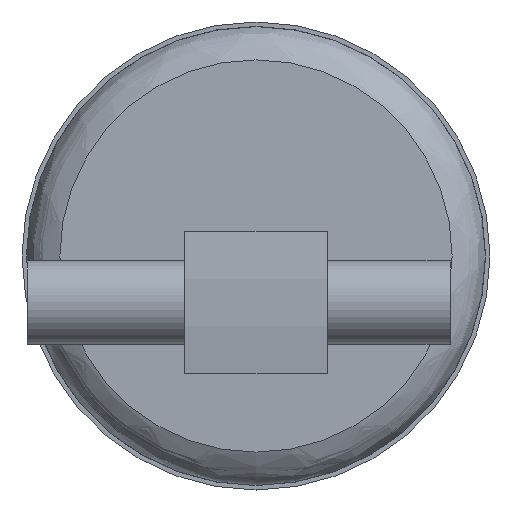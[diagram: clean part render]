
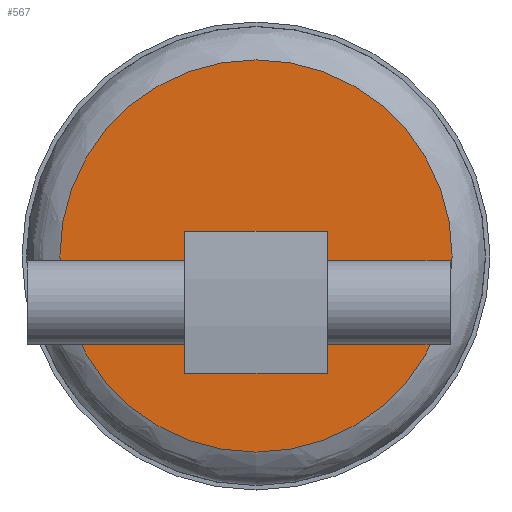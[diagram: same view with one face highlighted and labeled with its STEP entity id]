
A CAD part, left-side view. The second image highlights one B-rep face of the part: STEP entity #567.
In plain terms, the highlighted face is planar.
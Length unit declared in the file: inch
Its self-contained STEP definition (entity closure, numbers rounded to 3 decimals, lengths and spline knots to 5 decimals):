
#110=FACE_OUTER_BOUND('',#151,.T.);
#151=EDGE_LOOP('',(#456));
#193=CIRCLE('',#768,5.5);
#297=VERTEX_POINT('',#1169);
#353=EDGE_CURVE('',#297,#297,#193,.T.);
#456=ORIENTED_EDGE('',*,*,#353,.T.);
#537=PLANE('',#770);
#567=ADVANCED_FACE('',(#110),#537,.T.);
#768=AXIS2_PLACEMENT_3D('',#1170,#900,#901);
#770=AXIS2_PLACEMENT_3D('',#1174,#905,#906);
#900=DIRECTION('center_axis',(0.,1.,0.));
#901=DIRECTION('ref_axis',(-1.,0.,0.));
#905=DIRECTION('center_axis',(0.,1.,0.));
#906=DIRECTION('ref_axis',(0.,0.,1.));
#1169=CARTESIAN_POINT('',(5.5,0.002,0.));
#1170=CARTESIAN_POINT('Origin',(0.,0.002,0.));
#1174=CARTESIAN_POINT('Origin',(0.,0.002,0.));
